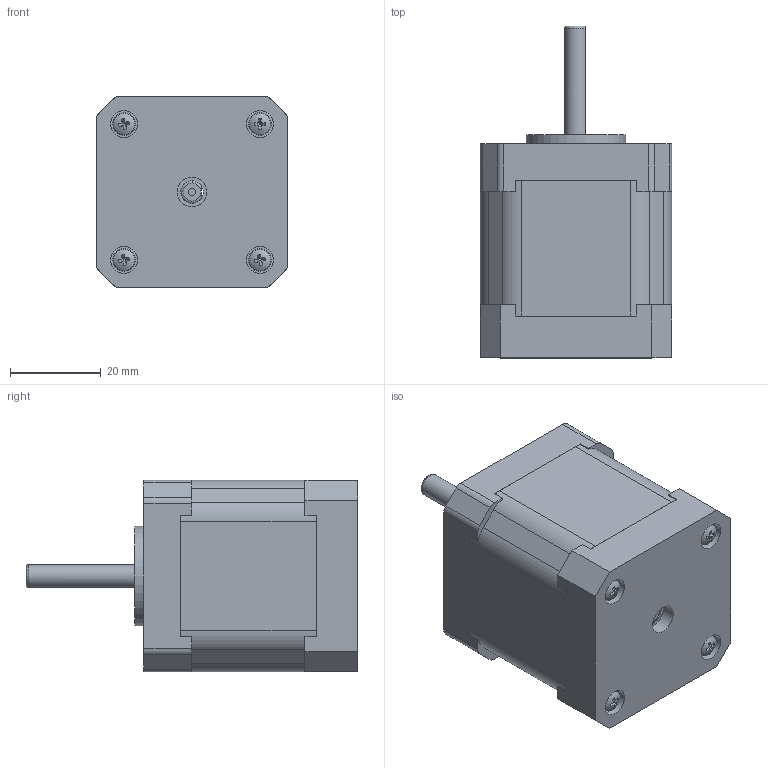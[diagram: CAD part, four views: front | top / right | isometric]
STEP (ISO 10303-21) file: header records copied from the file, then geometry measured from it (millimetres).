
FILE_DESCRIPTION(/* description */ (''),/* implementation_level */ '2;1');
FILE_NAME(/* name */ 'NEMA 17 Stepper Motor.step',/* time_stamp */ '2018-07-18T15:54:19+02:00',/* author */ ('boelle'),/* organization */ (''),/* preprocessor_version */ 'ST-DEVELOPER v17',/* originating_system */ 'Autodesk Translation Framework v7.1.0.215',/* authorisation */ '');
FILE_SCHEMA (('AUTOMOTIVE_DESIGN { 1 0 10303 214 3 1 1 }'));
Length unit declared in the file: millimetre
Products named in the file (6): NEMA 17 Stepper Motor Assembly; NEMA 17 Stepper Motor Middle; NEMA 17 Stepper Motor Top; NEMA 17 Stepper Motor Bottom; NEMA 17 Stepper Motor Shaft; pan cross head_am_B18.6.7M - M2.5 x 0
Assembly tree (8 placements, depth 2):
  NEMA 17 Stepper Motor Assembly
    NEMA 17 Stepper Motor Middle
    NEMA 17 Stepper Motor Top
    NEMA 17 Stepper Motor Bottom
    NEMA 17 Stepper Motor Shaft
    pan cross head_am_B18.6.7M - M2.5 x 0  x4
Bounding box: 42.3 x 73.3 x 42.3 mm (x, y, z)
Volume: 78076.9 mm3; surface area: 23005.4 mm2
Topology: 8 solids, 8 shells, 275 faces, 723 edges, 490 vertices
Faces by surface type: plane 207, cylinder 46, torus 10, cone 8, sphere 4
Full cylindrical faces by diameter (mm): 1.65 x2, 2.5 x8, 2.9 x4, 5 x7, 6 x4, 6.5 x2, 22 x1, 33 x1
Entity records: 7313 total; most frequent: CARTESIAN_POINT 1281, DIRECTION 1249, ORIENTED_EDGE 1200, EDGE_CURVE 600, AXIS2_PLACEMENT_3D 420, VERTEX_POINT 412, LINE 409, VECTOR 409
